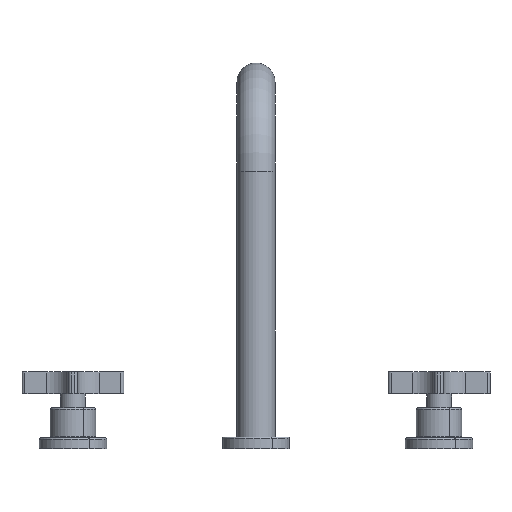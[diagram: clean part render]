
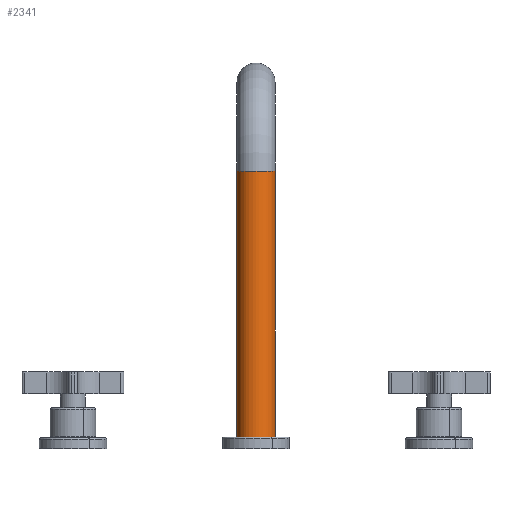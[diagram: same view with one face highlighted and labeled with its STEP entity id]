
A CAD part, top view. The second image highlights one B-rep face of the part: STEP entity #2341.
In plain terms, the highlighted cylindrical face has radius 13 mm (diameter 26 mm), a partial arc.
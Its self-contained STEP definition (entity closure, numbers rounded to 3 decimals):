
#1797=CARTESIAN_POINT('Vertex',(-13.,46.,0.)) ;
#1799=CARTESIAN_POINT('Vertex',(13.,46.,0.)) ;
#1802=CARTESIAN_POINT('Axis2P3D Location',(0.,46.,0.)) ;
#2265=CARTESIAN_POINT('Vertex',(13.,229.,0.)) ;
#2267=CARTESIAN_POINT('Vertex',(-13.,229.,0.)) ;
#2292=CARTESIAN_POINT('Axis2P3D Location',(0.,229.,0.)) ;
#2304=CARTESIAN_POINT('Axis2P3D Location',(0.,96.,0.)) ;
#2309=CARTESIAN_POINT('Line Origine',(-13.,96.,0.)) ;
#2314=CARTESIAN_POINT('Line Origine',(13.,96.,0.)) ;
#2318=CARTESIAN_POINT('Vertex',(13.,146.,0.)) ;
#2321=CARTESIAN_POINT('Line Origine',(13.,96.,0.)) ;
#2311=VECTOR('Line Direction',#2310,1.) ;
#2316=VECTOR('Line Direction',#2315,1.) ;
#2323=VECTOR('Line Direction',#2322,1.) ;
#1803=DIRECTION('Axis2P3D Direction',(-0.,-1.,0.)) ;
#2293=DIRECTION('Axis2P3D Direction',(0.,1.,0.)) ;
#2305=DIRECTION('Axis2P3D Direction',(-0.,-1.,0.)) ;
#2306=DIRECTION('Axis2P3D XDirection',(-1.,0.,0.)) ;
#2310=DIRECTION('Vector Direction',(0.,-1.,0.)) ;
#2315=DIRECTION('Vector Direction',(0.,-1.,0.)) ;
#2322=DIRECTION('Vector Direction',(0.,-1.,0.)) ;
#1804=AXIS2_PLACEMENT_3D('Circle Axis2P3D',#1802,#1803,$) ;
#2294=AXIS2_PLACEMENT_3D('Circle Axis2P3D',#2292,#2293,$) ;
#2307=AXIS2_PLACEMENT_3D('Cylinder Axis2P3D',#2304,#2305,#2306) ;
#2312=LINE('Line',#2309,#2311) ;
#2317=LINE('Line',#2314,#2316) ;
#2324=LINE('Line',#2321,#2323) ;
#1805=CIRCLE('generated circle',#1804,13.) ;
#2295=CIRCLE('generated circle',#2294,13.) ;
#2308=CYLINDRICAL_SURFACE('generated cylinder',#2307,13.) ;
#1806=EDGE_CURVE('',#1800,#1798,#1805,.T.) ;
#2296=EDGE_CURVE('',#2268,#2266,#2295,.T.) ;
#2313=EDGE_CURVE('',#1798,#2268,#2312,.F.) ;
#2320=EDGE_CURVE('',#2319,#2266,#2317,.F.) ;
#2325=EDGE_CURVE('',#2319,#1800,#2324,.T.) ;
#2335=ORIENTED_EDGE('',*,*,#2325,.F.) ;
#2336=ORIENTED_EDGE('',*,*,#2320,.T.) ;
#2337=ORIENTED_EDGE('',*,*,#2296,.F.) ;
#2338=ORIENTED_EDGE('',*,*,#2313,.F.) ;
#2339=ORIENTED_EDGE('',*,*,#1806,.F.) ;
#2334=EDGE_LOOP('',(#2335,#2336,#2337,#2338,#2339)) ;
#1798=VERTEX_POINT('',#1797) ;
#1800=VERTEX_POINT('',#1799) ;
#2266=VERTEX_POINT('',#2265) ;
#2268=VERTEX_POINT('',#2267) ;
#2319=VERTEX_POINT('',#2318) ;
#2341=ADVANCED_FACE('PR.0513.00_AllCATPart.1\\PR9A475.1\\P46465.1\\PartBody',(#2340),#2308,.T.) ;
#2340=FACE_OUTER_BOUND('',#2334,.T.) ;
